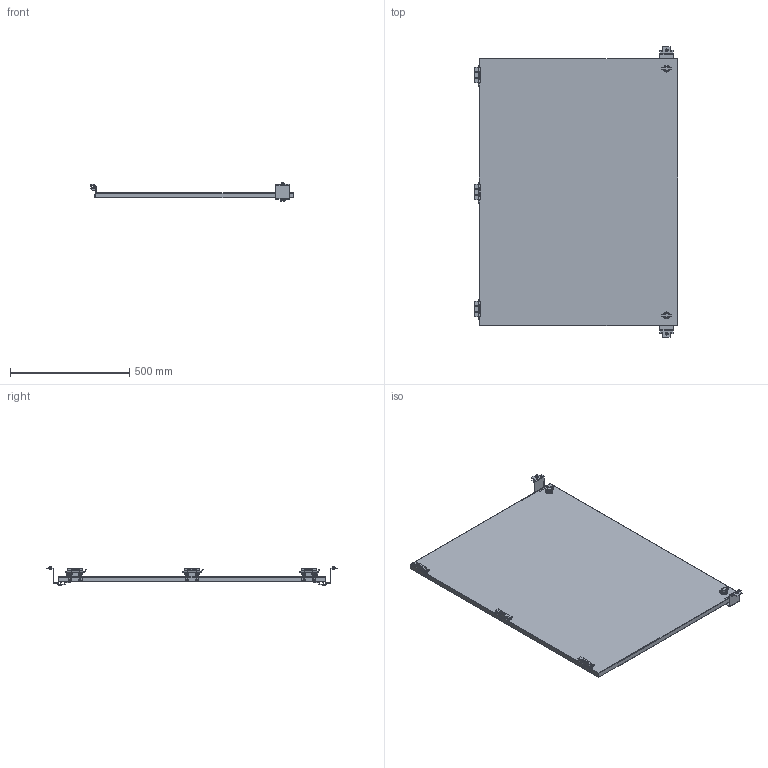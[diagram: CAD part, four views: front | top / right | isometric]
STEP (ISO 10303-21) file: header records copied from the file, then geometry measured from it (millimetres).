
FILE_DESCRIPTION (( 'STEP AP214' ), '1' );
FILE_NAME ('SCE-DF48EL36LP.STEP', '2022-07-26T10:13:59', ( '' ), ( '' ), 'SwSTEP 2.0', 'SolidWorks 2021', '' );
FILE_SCHEMA (( 'AUTOMOTIVE_DESIGN' ));
Length unit declared in the file: inch
Products named in the file (1): SCE-DF48EL36LP
Bounding box: 850.73 x 1215.08 x 79.21 mm (x, y, z)
Volume: 1660102 mm3; surface area: 2121164.9 mm2
Topology: 46 solids, 46 shells, 1469 faces, 3713 edges, 2265 vertices
Faces by surface type: plane 764, cylinder 382, bspline 198, cone 68, torus 47, sphere 10
Full cylindrical faces by diameter (mm): 3.962 x3, 4.318 x8, 4.775 x10, 4.826 x8, 4.978 x9, 5 x2, 5.334 x6, 5.639 x6, 6.325 x10, 6.35 x10, 8.636 x8, 9.474 x6, 9.9 x2, 10 x2, 11 x2, 12.446 x2, 12.7 x2, 12.8 x2, 16 x4, 16.1 x2, 19.8 x2, 28 x2
Entity records: 49199 total; most frequent: CARTESIAN_POINT 16101, ORIENTED_EDGE 6692, DIRECTION 6279, EDGE_CURVE 3346, AXIS2_PLACEMENT_3D 2214, VERTEX_POINT 2207, VECTOR 1851, LINE 1851
